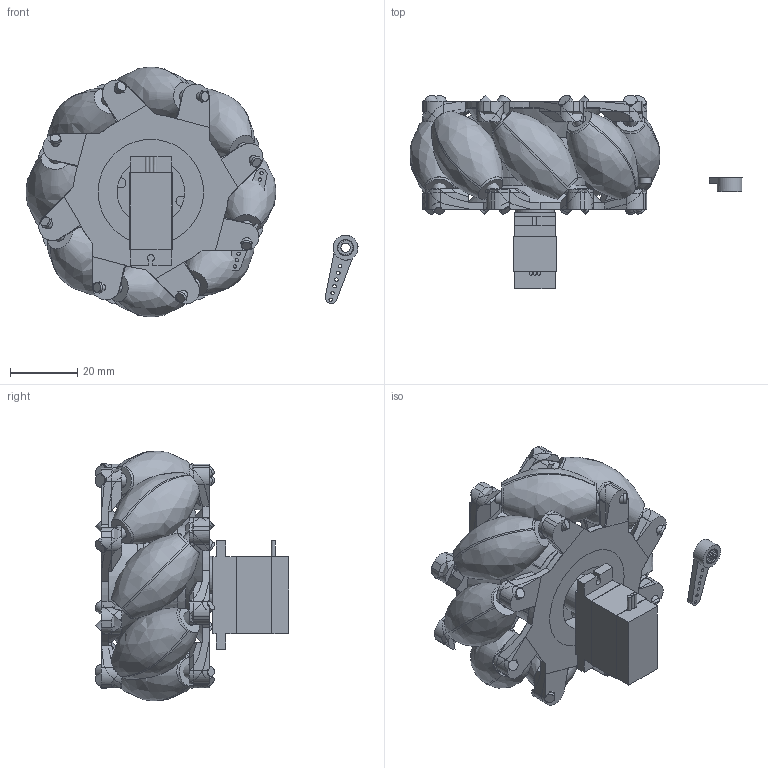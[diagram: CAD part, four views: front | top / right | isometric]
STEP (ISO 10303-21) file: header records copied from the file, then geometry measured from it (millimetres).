
FILE_DESCRIPTION(('STEP AP242'), '1');
FILE_NAME('wheel-to-servo', '2022-08-05T12:44:12', ('Òðèôîíîâ Ô¸äîð'), ('ÌßÓ'), 'C3D Converter', 'C3D Toolkit', '');
FILE_SCHEMA(('AP242_MANAGED_MODEL_BASED_3D_ENGINEERING_MIM_LF { 1 0 10303 442 1 1 4 }'));
Length unit declared in the file: millimetre
Products named in the file (16): WHEEL_MECH; wheel_rim; wheel_rod; wheel_roller; MG90_Arm; Arm01; Arm02; MG90_Rebuild
Assembly tree (43 placements, depth 3):
  (unnamed)
    WHEEL_MECH
      wheel_rim
      wheel_rod  x8
      wheel_roller  x8
    MG90_Arm
      Arm01
      Arm02
    MG90_Rebuild
    WHEEL_MECH
      wheel_rim
      wheel_rod  x8
      wheel_roller  x8
      wheel_rim
    MG90_Arm
      Arm02
Bounding box: 98.4 x 57.33 x 74.05 mm (x, y, z)
Volume: 133801.5 mm3; surface area: 73543.7 mm2
Topology: 40 solids, 40 shells, 1046 faces, 2886 edges, 1889 vertices
Faces by surface type: plane 542, cylinder 332, cone 108, bspline 64
Full cylindrical faces by diameter (mm): 1 x47, 1.167 x3, 2.2 x1, 2.5 x3, 2.75 x1, 3 x28, 3.4 x8, 4 x24, 4.4 x8, 4.5 x3, 5 x1, 5.4 x1, 6 x2, 6.9 x3, 7.3 x1, 7.4 x1, 20 x1, 30 x3
Entity records: 48074 total; most frequent: CARTESIAN_POINT 15314, ORIENTED_EDGE 5206, DIRECTION 4576, EDGE_CURVE 2603, VERTEX_POINT 1777, AXIS2_PLACEMENT_3D 1627, LINE 1322, VECTOR 1322
